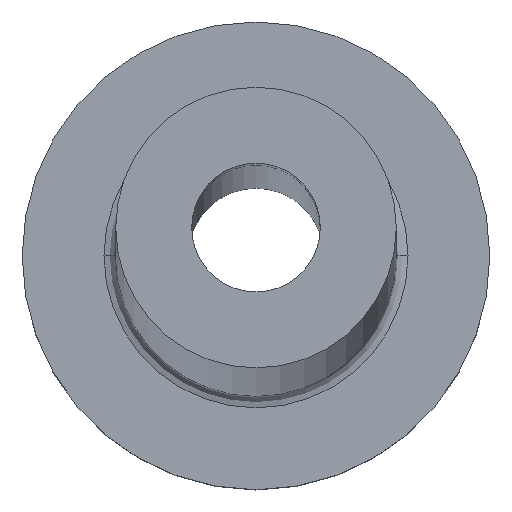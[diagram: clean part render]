
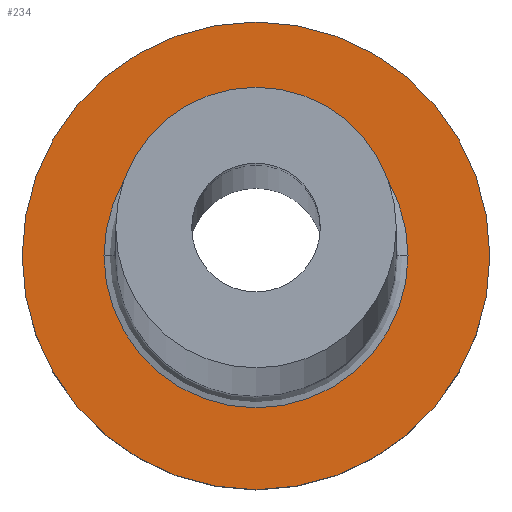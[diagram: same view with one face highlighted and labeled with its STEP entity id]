
A CAD part, top view. The second image highlights one B-rep face of the part: STEP entity #234.
In plain terms, the highlighted planar face has unit normal (0, 0, 1).
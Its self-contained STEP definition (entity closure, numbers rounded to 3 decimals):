
#19 = CARTESIAN_POINT ( 'NONE',  ( 0., 0., 7. ) ) ;
#20 = VERTEX_POINT ( 'NONE', #27 ) ;
#27 = CARTESIAN_POINT ( 'NONE',  ( -6.5, 0., 7. ) ) ;
#34 = AXIS2_PLACEMENT_3D ( 'NONE', #433, #361, #191 ) ;
#37 = ORIENTED_EDGE ( 'NONE', *, *, #444, .T. ) ;
#50 = AXIS2_PLACEMENT_3D ( 'NONE', #84, #268, #91 ) ;
#51 = AXIS2_PLACEMENT_3D ( 'NONE', #402, #263, #81 ) ;
#64 = ORIENTED_EDGE ( 'NONE', *, *, #318, .T. ) ;
#65 = CIRCLE ( 'NONE', #50, 10. ) ;
#81 = DIRECTION ( 'NONE',  ( 1., 0., 0. ) ) ;
#84 = CARTESIAN_POINT ( 'NONE',  ( 0., 0., 7. ) ) ;
#91 = DIRECTION ( 'NONE',  ( 1., 0., 0. ) ) ;
#142 = ORIENTED_EDGE ( 'NONE', *, *, #332, .T. ) ;
#163 = EDGE_CURVE ( 'NONE', #20, #308, #179, .T. ) ;
#174 = DIRECTION ( 'NONE',  ( 1., 0., 0. ) ) ;
#179 = CIRCLE ( 'NONE', #34, 6.5 ) ;
#191 = DIRECTION ( 'NONE',  ( 1., 0., 0. ) ) ;
#197 = EDGE_LOOP ( 'NONE', ( #64, #37 ) ) ;
#200 = FACE_BOUND ( 'NONE', #303, .T. ) ;
#218 = AXIS2_PLACEMENT_3D ( 'NONE', #19, #352, #174 ) ;
#234 = ADVANCED_FACE ( 'NONE', ( #200, #399 ), #261, .T. ) ;
#241 = DIRECTION ( 'NONE',  ( 1., 0., 0. ) ) ;
#255 = ORIENTED_EDGE ( 'NONE', *, *, #163, .T. ) ;
#261 = PLANE ( 'NONE',  #51 ) ;
#263 = DIRECTION ( 'NONE',  ( 0., 0., 1. ) ) ;
#265 = CARTESIAN_POINT ( 'NONE',  ( 10., 0., 7. ) ) ;
#268 = DIRECTION ( 'NONE',  ( 0., 0., 1. ) ) ;
#303 = EDGE_LOOP ( 'NONE', ( #142, #255 ) ) ;
#306 = AXIS2_PLACEMENT_3D ( 'NONE', #384, #381, #241 ) ;
#308 = VERTEX_POINT ( 'NONE', #406 ) ;
#318 = EDGE_CURVE ( 'NONE', #328, #329, #65, .T. ) ;
#328 = VERTEX_POINT ( 'NONE', #368 ) ;
#329 = VERTEX_POINT ( 'NONE', #265 ) ;
#332 = EDGE_CURVE ( 'NONE', #308, #20, #429, .T. ) ;
#352 = DIRECTION ( 'NONE',  ( 0., 0., -1. ) ) ;
#361 = DIRECTION ( 'NONE',  ( 0., 0., -1. ) ) ;
#368 = CARTESIAN_POINT ( 'NONE',  ( -10., 0., 7. ) ) ;
#381 = DIRECTION ( 'NONE',  ( 0., 0., 1. ) ) ;
#384 = CARTESIAN_POINT ( 'NONE',  ( 0., 0., 7. ) ) ;
#399 = FACE_OUTER_BOUND ( 'NONE', #197, .T. ) ;
#402 = CARTESIAN_POINT ( 'NONE',  ( 0., 0., 7. ) ) ;
#406 = CARTESIAN_POINT ( 'NONE',  ( 6.5, 0., 7. ) ) ;
#407 = CIRCLE ( 'NONE', #306, 10. ) ;
#429 = CIRCLE ( 'NONE', #218, 6.5 ) ;
#433 = CARTESIAN_POINT ( 'NONE',  ( 0., 0., 7. ) ) ;
#444 = EDGE_CURVE ( 'NONE', #329, #328, #407, .T. ) ;
